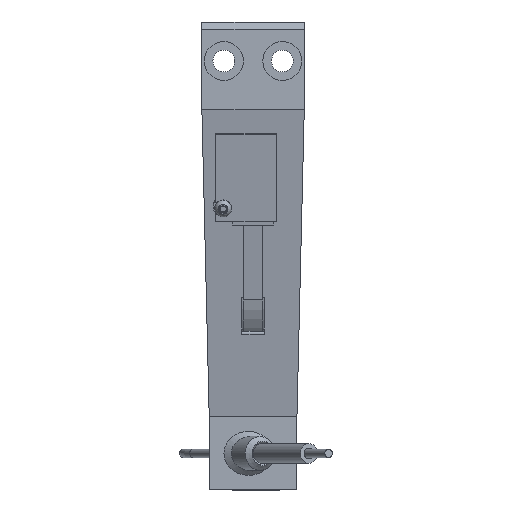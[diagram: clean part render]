
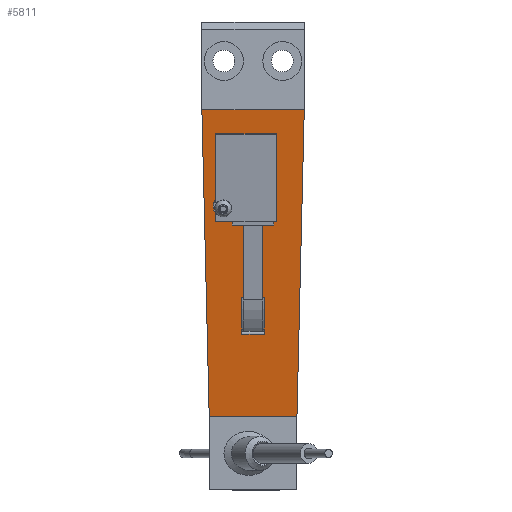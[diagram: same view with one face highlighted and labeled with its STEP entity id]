
A CAD part, left-side view. The second image highlights one B-rep face of the part: STEP entity #5811.
In plain terms, the highlighted planar face has unit normal (-0.986, 0, -0.164).
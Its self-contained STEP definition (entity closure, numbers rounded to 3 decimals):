
#208=FACE_BOUND('',#849,.T.);
#209=FACE_BOUND('',#850,.T.);
#245=PLANE('',#6292);
#494=FACE_OUTER_BOUND('',#848,.T.);
#848=EDGE_LOOP('',(#4290,#4291,#4292,#4293));
#849=EDGE_LOOP('',(#4294));
#850=EDGE_LOOP('',(#4295,#4296,#4297,#4298));
#1171=CIRCLE('',#6293,2.);
#1591=LINE('',#12495,#2014);
#1595=LINE('',#12509,#2018);
#1599=LINE('',#12519,#2022);
#1603=LINE('',#12530,#2026);
#1605=LINE('',#12535,#2028);
#1606=LINE('',#12536,#2029);
#1607=LINE('',#12538,#2030);
#1608=LINE('',#12539,#2031);
#2014=VECTOR('',#6910,10.);
#2018=VECTOR('',#6924,10.);
#2022=VECTOR('',#6934,10.);
#2026=VECTOR('',#6948,10.);
#2028=VECTOR('',#6952,10.);
#2029=VECTOR('',#6953,10.);
#2030=VECTOR('',#6954,10.);
#2031=VECTOR('',#6955,10.);
#2544=VERTEX_POINT('',#12460);
#2556=VERTEX_POINT('',#12488);
#2559=VERTEX_POINT('',#12493);
#2564=VERTEX_POINT('',#12508);
#2567=VERTEX_POINT('',#12518);
#2570=VERTEX_POINT('',#12533);
#2571=VERTEX_POINT('',#12534);
#2572=VERTEX_POINT('',#12537);
#2573=VERTEX_POINT('',#12540);
#3199=EDGE_CURVE('',#2559,#2556,#1591,.T.);
#3206=EDGE_CURVE('',#2564,#2556,#1595,.F.);
#3211=EDGE_CURVE('',#2567,#2564,#1599,.T.);
#3217=EDGE_CURVE('',#2559,#2567,#1603,.T.);
#3219=EDGE_CURVE('',#2570,#2571,#1605,.T.);
#3220=EDGE_CURVE('',#2571,#2544,#1606,.T.);
#3221=EDGE_CURVE('',#2544,#2572,#1607,.T.);
#3222=EDGE_CURVE('',#2570,#2572,#1608,.T.);
#3223=EDGE_CURVE('',#2573,#2573,#1171,.T.);
#4290=ORIENTED_EDGE('',*,*,#3219,.T.);
#4291=ORIENTED_EDGE('',*,*,#3220,.T.);
#4292=ORIENTED_EDGE('',*,*,#3221,.T.);
#4293=ORIENTED_EDGE('',*,*,#3222,.F.);
#4294=ORIENTED_EDGE('',*,*,#3223,.T.);
#4295=ORIENTED_EDGE('',*,*,#3199,.F.);
#4296=ORIENTED_EDGE('',*,*,#3217,.T.);
#4297=ORIENTED_EDGE('',*,*,#3211,.T.);
#4298=ORIENTED_EDGE('',*,*,#3206,.T.);
#5811=ADVANCED_FACE('',(#494,#208,#209),#245,.F.);
#6292=AXIS2_PLACEMENT_3D('',#12532,#6950,#6951);
#6293=AXIS2_PLACEMENT_3D('',#12541,#6956,#6957);
#6910=DIRECTION('',(0.,-1.,0.));
#6924=DIRECTION('',(-0.164,0.,0.986));
#6934=DIRECTION('',(0.,-1.,0.));
#6948=DIRECTION('',(-0.164,0.,0.986));
#6950=DIRECTION('center_axis',(0.986,0.,0.164));
#6951=DIRECTION('ref_axis',(0.164,0.,-0.986));
#6952=DIRECTION('',(0.,-1.,0.));
#6953=DIRECTION('',(-0.164,-0.023,0.986));
#6954=DIRECTION('',(0.,1.,0.));
#6955=DIRECTION('',(-0.164,0.023,0.986));
#6956=DIRECTION('center_axis',(0.986,0.,0.164));
#6957=DIRECTION('ref_axis',(0.,-1.,0.));
#12460=CARTESIAN_POINT('',(-26.5,-10.5,-22.));
#12488=CARTESIAN_POINT('',(-18.831,-2.3,-68.016));
#12493=CARTESIAN_POINT('',(-18.831,2.3,-68.016));
#12495=CARTESIAN_POINT('',(-18.831,0.,-68.016));
#12508=CARTESIAN_POINT('',(-20.079,-2.3,-60.524));
#12509=CARTESIAN_POINT('',(-22.348,-2.3,-46.913));
#12518=CARTESIAN_POINT('',(-20.079,2.3,-60.524));
#12519=CARTESIAN_POINT('',(-20.079,0.,-60.524));
#12530=CARTESIAN_POINT('',(-22.348,2.3,-46.913));
#12532=CARTESIAN_POINT('Origin',(-16.,-9.,-85.));
#12533=CARTESIAN_POINT('',(-16.,9.,-85.));
#12534=CARTESIAN_POINT('',(-16.,-9.,-85.));
#12535=CARTESIAN_POINT('',(-16.,-4.5,-85.));
#12536=CARTESIAN_POINT('',(-16.,-9.,-85.));
#12537=CARTESIAN_POINT('',(-26.5,10.5,-22.));
#12538=CARTESIAN_POINT('',(-26.5,0.,-22.));
#12539=CARTESIAN_POINT('',(-16.,9.,-85.));
#12540=CARTESIAN_POINT('',(-23.226,8.147,-41.644));
#12541=CARTESIAN_POINT('Origin',(-23.226,6.147,-41.644));
